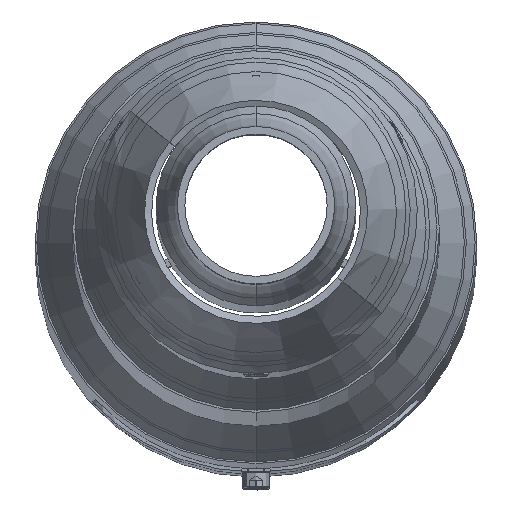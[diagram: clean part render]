
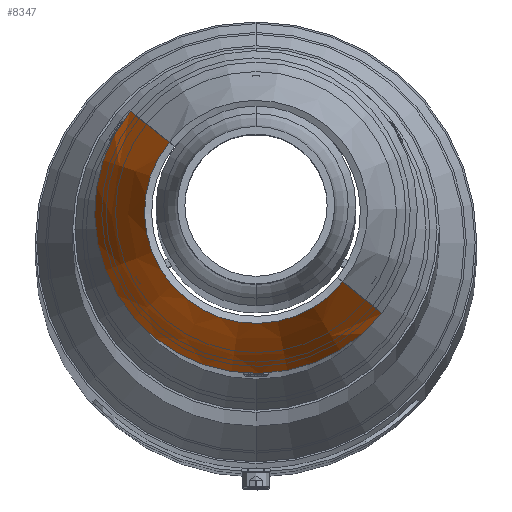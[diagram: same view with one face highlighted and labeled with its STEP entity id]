
A CAD part, top view. The second image highlights one B-rep face of the part: STEP entity #8347.
In plain terms, the highlighted conical face has half-angle 25.408 degrees and reference radius 42.5 mm.
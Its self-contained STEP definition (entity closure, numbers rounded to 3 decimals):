
#238 = VECTOR ( 'NONE', #267, 1000. ) ;
#267 = DIRECTION ( 'NONE',  ( 0., -0.903, -0.429 ) ) ;
#364 = DIRECTION ( 'NONE',  ( 0., -0.903, 0.429 ) ) ;
#408 = ORIENTED_EDGE ( 'NONE', *, *, #5368, .F. ) ;
#430 = CARTESIAN_POINT ( 'NONE',  ( 0., 40., 0. ) ) ;
#597 = VERTEX_POINT ( 'NONE', #6345 ) ;
#934 = VERTEX_POINT ( 'NONE', #4353 ) ;
#1019 = CIRCLE ( 'NONE', #4536, 61.5 ) ;
#1089 = EDGE_CURVE ( 'NONE', #934, #8320, #4271, .T. ) ;
#1519 = EDGE_LOOP ( 'NONE', ( #408, #7017, #7249, #3042 ) ) ;
#1605 = EDGE_CURVE ( 'NONE', #8320, #6041, #7498, .T. ) ;
#1797 = CARTESIAN_POINT ( 'NONE',  ( 0., 40., -42.5 ) ) ;
#1975 = DIRECTION ( 'NONE',  ( 0., 0., -1. ) ) ;
#2452 = CARTESIAN_POINT ( 'NONE',  ( 0., 0., -61.5 ) ) ;
#3042 = ORIENTED_EDGE ( 'NONE', *, *, #4497, .F. ) ;
#3181 = CARTESIAN_POINT ( 'NONE',  ( 0., 40., 0. ) ) ;
#4163 = CARTESIAN_POINT ( 'NONE',  ( 0., 40., -42.5 ) ) ;
#4271 = CIRCLE ( 'NONE', #7772, 42.5 ) ;
#4278 = CARTESIAN_POINT ( 'NONE',  ( 0., 0., 0. ) ) ;
#4353 = CARTESIAN_POINT ( 'NONE',  ( 0., 40., 42.5 ) ) ;
#4497 = EDGE_CURVE ( 'NONE', #597, #6041, #1019, .T. ) ;
#4536 = AXIS2_PLACEMENT_3D ( 'NONE', #4278, #8121, #6139 ) ;
#4692 = CONICAL_SURFACE ( 'NONE', #5928, 42.5, 0.443 ) ;
#5154 = DIRECTION ( 'NONE',  ( 0., -1., 0. ) ) ;
#5368 = EDGE_CURVE ( 'NONE', #934, #597, #8228, .T. ) ;
#5641 = CARTESIAN_POINT ( 'NONE',  ( 0., 40., 42.5 ) ) ;
#5682 = DIRECTION ( 'NONE',  ( 0., -1., 0. ) ) ;
#5928 = AXIS2_PLACEMENT_3D ( 'NONE', #3181, #5682, #6437 ) ;
#6041 = VERTEX_POINT ( 'NONE', #2452 ) ;
#6139 = DIRECTION ( 'NONE',  ( 0., 0., -1. ) ) ;
#6345 = CARTESIAN_POINT ( 'NONE',  ( 0., 0., 61.5 ) ) ;
#6363 = FACE_OUTER_BOUND ( 'NONE', #1519, .T. ) ;
#6437 = DIRECTION ( 'NONE',  ( 0., 0., -1. ) ) ;
#7017 = ORIENTED_EDGE ( 'NONE', *, *, #1089, .T. ) ;
#7249 = ORIENTED_EDGE ( 'NONE', *, *, #1605, .T. ) ;
#7498 = LINE ( 'NONE', #4163, #238 ) ;
#7772 = AXIS2_PLACEMENT_3D ( 'NONE', #430, #5154, #1975 ) ;
#8121 = DIRECTION ( 'NONE',  ( 0., -1., 0. ) ) ;
#8228 = LINE ( 'NONE', #5641, #8326 ) ;
#8320 = VERTEX_POINT ( 'NONE', #1797 ) ;
#8326 = VECTOR ( 'NONE', #364, 1000. ) ;
#8347 = ADVANCED_FACE ( 'NONE', ( #6363 ), #4692, .T. ) ;
